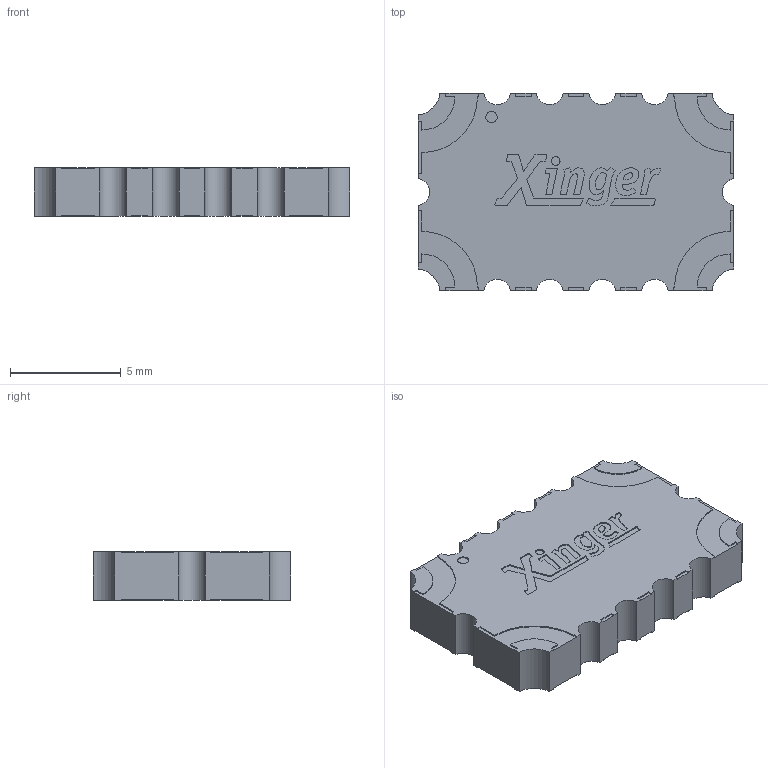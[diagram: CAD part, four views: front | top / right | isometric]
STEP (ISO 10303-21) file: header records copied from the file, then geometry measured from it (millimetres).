
FILE_DESCRIPTION (( 'STEP AP203' ), '1' );
FILE_NAME ('XMC0102A4-03G.STEP', '2025-07-11T17:30:31', ( '' ), ( '' ), 'SwSTEP 2.0', 'SolidWorks 2023', '' );
FILE_SCHEMA (( 'CONFIG_CONTROL_DESIGN' ));
Length unit declared in the file: inch
Products named in the file (1): XMC0102A4-03G
Bounding box: 14.22 x 8.89 x 2.18 mm (x, y, z)
Volume: 257.9 mm3; surface area: 351.4 mm2
Topology: 1 solids, 1 shells, 337 faces, 969 edges, 646 vertices
Faces by surface type: plane 222, cylinder 115
Entity records: 11112 total; most frequent: CARTESIAN_POINT 1953, ORIENTED_EDGE 1938, DIRECTION 1875, EDGE_CURVE 969, VECTOR 739, LINE 739, VERTEX_POINT 646, AXIS2_PLACEMENT_3D 568
